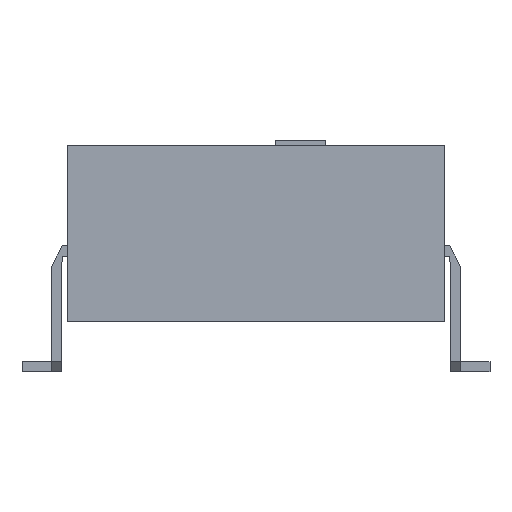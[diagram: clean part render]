
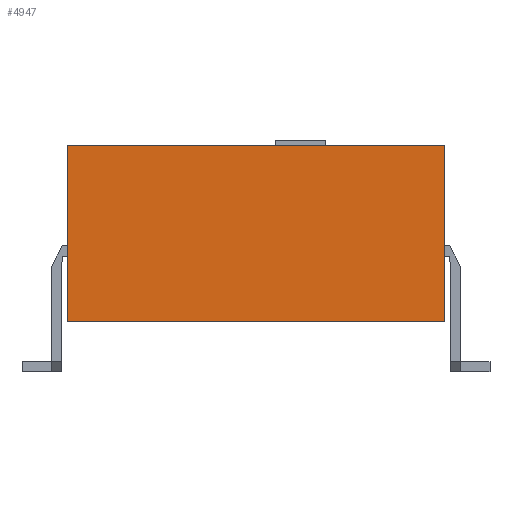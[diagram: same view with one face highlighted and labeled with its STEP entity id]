
A CAD part, left-side view. The second image highlights one B-rep face of the part: STEP entity #4947.
In plain terms, the highlighted planar face has unit normal (-1, 0, 0).
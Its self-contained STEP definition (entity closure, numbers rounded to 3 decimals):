
#386 = CARTESIAN_POINT ( 'NONE',  ( -6.07, 3.75, 4.5 ) ) ;
#418 = VECTOR ( 'NONE', #3503, 1000. ) ;
#486 = EDGE_CURVE ( 'NONE', #8870, #5436, #1169, .T. ) ;
#1169 = LINE ( 'NONE', #2661, #418 ) ;
#1709 = VERTEX_POINT ( 'NONE', #9776 ) ;
#1820 = EDGE_LOOP ( 'NONE', ( #7630, #8768, #5417, #9782 ) ) ;
#1831 = VECTOR ( 'NONE', #9654, 1000. ) ;
#1842 = EDGE_CURVE ( 'NONE', #1709, #8870, #9539, .T. ) ;
#1961 = CARTESIAN_POINT ( 'NONE',  ( -6.07, 3.75, 1. ) ) ;
#2661 = CARTESIAN_POINT ( 'NONE',  ( -6.07, -3.75, 1. ) ) ;
#3503 = DIRECTION ( 'NONE',  ( 0., -1., 0. ) ) ;
#3709 = PLANE ( 'NONE',  #6588 ) ;
#3920 = CARTESIAN_POINT ( 'NONE',  ( -6.07, -3.75, 1. ) ) ;
#4418 = EDGE_CURVE ( 'NONE', #1709, #4972, #6083, .T. ) ;
#4451 = DIRECTION ( 'NONE',  ( 0., -1., 0. ) ) ;
#4492 = VECTOR ( 'NONE', #7906, 1000. ) ;
#4606 = EDGE_CURVE ( 'NONE', #4972, #5436, #6577, .T. ) ;
#4947 = ADVANCED_FACE ( 'NONE', ( #8916 ), #3709, .F. ) ;
#4972 = VERTEX_POINT ( 'NONE', #9637 ) ;
#5219 = CARTESIAN_POINT ( 'NONE',  ( -6.07, -3.75, 4.5 ) ) ;
#5324 = VECTOR ( 'NONE', #4451, 1000. ) ;
#5417 = ORIENTED_EDGE ( 'NONE', *, *, #4418, .F. ) ;
#5436 = VERTEX_POINT ( 'NONE', #3920 ) ;
#6083 = LINE ( 'NONE', #8294, #5324 ) ;
#6577 = LINE ( 'NONE', #8078, #1831 ) ;
#6588 = AXIS2_PLACEMENT_3D ( 'NONE', #5219, #9692, #8974 ) ;
#7630 = ORIENTED_EDGE ( 'NONE', *, *, #486, .T. ) ;
#7906 = DIRECTION ( 'NONE',  ( 0., 0., -1. ) ) ;
#8078 = CARTESIAN_POINT ( 'NONE',  ( -6.07, -3.75, 4.5 ) ) ;
#8294 = CARTESIAN_POINT ( 'NONE',  ( -6.07, -3.75, 4.5 ) ) ;
#8768 = ORIENTED_EDGE ( 'NONE', *, *, #4606, .F. ) ;
#8870 = VERTEX_POINT ( 'NONE', #1961 ) ;
#8916 = FACE_OUTER_BOUND ( 'NONE', #1820, .T. ) ;
#8974 = DIRECTION ( 'NONE',  ( 0., 0., -1. ) ) ;
#9539 = LINE ( 'NONE', #386, #4492 ) ;
#9637 = CARTESIAN_POINT ( 'NONE',  ( -6.07, -3.75, 4.5 ) ) ;
#9654 = DIRECTION ( 'NONE',  ( 0., 0., -1. ) ) ;
#9692 = DIRECTION ( 'NONE',  ( 1., 0., 0. ) ) ;
#9776 = CARTESIAN_POINT ( 'NONE',  ( -6.07, 3.75, 4.5 ) ) ;
#9782 = ORIENTED_EDGE ( 'NONE', *, *, #1842, .T. ) ;
